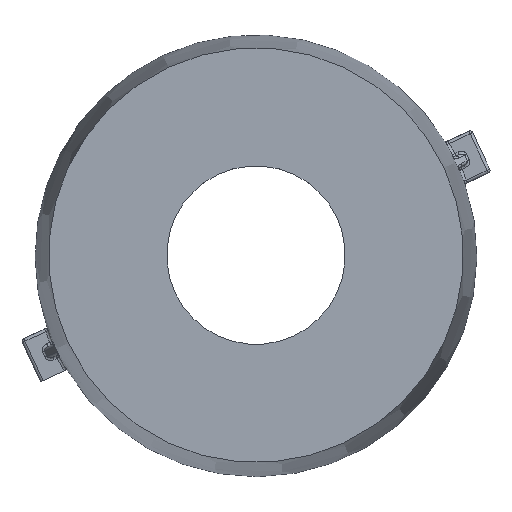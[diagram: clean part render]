
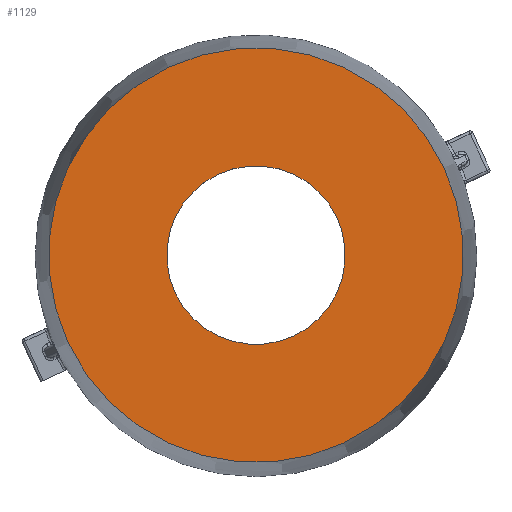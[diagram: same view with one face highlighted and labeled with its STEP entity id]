
A CAD part, top view. The second image highlights one B-rep face of the part: STEP entity #1129.
In plain terms, the highlighted planar face has unit normal (0, 0, 1).
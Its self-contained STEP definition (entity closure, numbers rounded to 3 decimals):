
#248=FACE_BOUND('',#326,.T.);
#251=FACE_OUTER_BOUND('',#325,.T.);
#325=EDGE_LOOP('',(#752));
#326=EDGE_LOOP('',(#753));
#402=CIRCLE('',#1220,72.03);
#403=CIRCLE('',#1221,31.);
#467=VERTEX_POINT('',#1690);
#468=VERTEX_POINT('',#1692);
#574=EDGE_CURVE('',#467,#467,#402,.T.);
#575=EDGE_CURVE('',#468,#468,#403,.T.);
#752=ORIENTED_EDGE('',*,*,#574,.T.);
#753=ORIENTED_EDGE('',*,*,#575,.F.);
#1108=PLANE('',#1219);
#1129=ADVANCED_FACE('',(#251,#248),#1108,.T.);
#1219=AXIS2_PLACEMENT_3D('',#1689,#1359,#1360);
#1220=AXIS2_PLACEMENT_3D('',#1691,#1361,#1362);
#1221=AXIS2_PLACEMENT_3D('',#1693,#1363,#1364);
#1359=DIRECTION('center_axis',(0.,0.,1.));
#1360=DIRECTION('ref_axis',(1.,0.,0.));
#1361=DIRECTION('center_axis',(0.,0.,1.));
#1362=DIRECTION('ref_axis',(0.423,-0.906,0.));
#1363=DIRECTION('center_axis',(0.,0.,1.));
#1364=DIRECTION('ref_axis',(-0.423,0.906,0.));
#1689=CARTESIAN_POINT('Origin',(0.,47.657,163.65));
#1690=CARTESIAN_POINT('',(-30.441,112.938,163.65));
#1691=CARTESIAN_POINT('Origin',(0.,47.657,163.65));
#1692=CARTESIAN_POINT('',(13.101,19.561,163.65));
#1693=CARTESIAN_POINT('Origin',(0.,47.657,
163.65));
